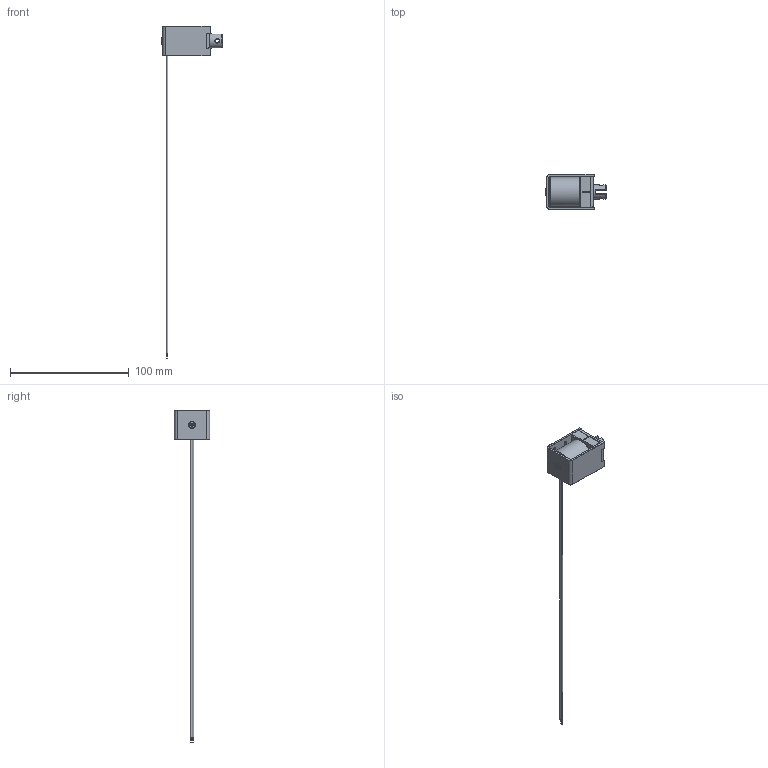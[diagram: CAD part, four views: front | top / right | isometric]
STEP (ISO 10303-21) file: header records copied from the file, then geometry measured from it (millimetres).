
FILE_DESCRIPTION(/* description */ ('Unknown'),/* implementation_level */ '2;1');
FILE_NAME(/* name */ 'SH1LF1240',/* time_stamp */ '2025-08-07T16:35:35+09:00',/* author */ ('Unknown'),/* organization */ ('Unknown'),/* preprocessor_version */ 'ST-DEVELOPER v18.1',/* originating_system */ 'Solid Edge',/* authorisation */ 'Unknown');
FILE_SCHEMA (('CONFIG_CONTROL_DESIGN'));
Length unit declared in the file: millimetre
Products named in the file (12): sh1lc1240-parametric; sh1lc1240-fixed; sh1lc1240-frame; sh1lc1240-stop; sh1lc1240-bobbin; sh1lc1240-magnet; sh1lc1240-tape; sh1lc1240-coil; sh1lc1240-end; C10405-lead; C10405-lead Red; sh1lc1240-plunger
Assembly tree (12 placements, depth 3):
  sh1lc1240-parametric
    sh1lc1240-fixed
      sh1lc1240-frame
      sh1lc1240-stop
      sh1lc1240-bobbin
      sh1lc1240-magnet  x2
      sh1lc1240-tape
      sh1lc1240-coil
      sh1lc1240-end
      C10405-lead
      C10405-lead Red
    sh1lc1240-plunger
Bounding box: 50.7 x 29.5 x 279 mm (x, y, z)
Volume: 24662.4 mm3; surface area: 33481.3 mm2
Topology: 11 solids, 11 shells, 316 faces, 716 edges, 392 vertices
Faces by surface type: cylinder 125, plane 81, torus 58, sphere 40, bspline 8, cone 4
Full cylindrical faces by diameter (mm): 0.5 x2, 1.4 x2, 2 x1, 2.459 x4, 3 x2, 6 x2, 12 x1, 12.3 x1, 12.4 x1, 14 x2, 14.1 x1, 14.6 x1, 23.5 x1, 24.5 x1
Entity records: 9471 total; most frequent: CARTESIAN_POINT 1938, DIRECTION 1502, ORIENTED_EDGE 1172, AXIS2_PLACEMENT_3D 635, EDGE_CURVE 586, EDGE_LOOP 392, FACE_BOUND 392, VERTEX_POINT 360
